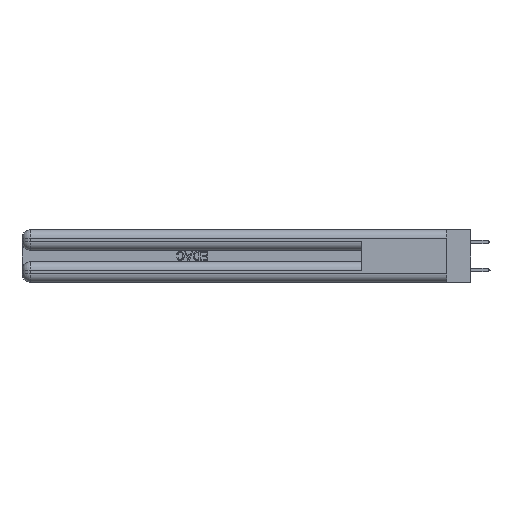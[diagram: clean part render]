
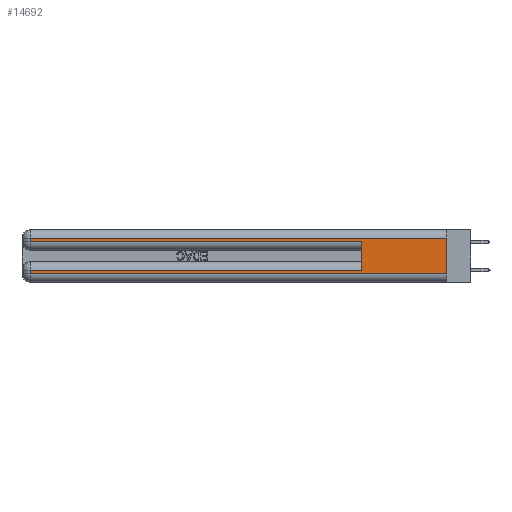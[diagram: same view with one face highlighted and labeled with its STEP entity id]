
A CAD part, left-side view. The second image highlights one B-rep face of the part: STEP entity #14692.
In plain terms, the highlighted planar face has unit normal (-1, 0, 0).
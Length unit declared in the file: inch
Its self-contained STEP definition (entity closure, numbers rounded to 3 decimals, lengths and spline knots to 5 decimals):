
#374 = LINE ( 'NONE', #16937, #17735 ) ;
#784 = CARTESIAN_POINT ( 'NONE',  ( 0., 2.94, 0.285 ) ) ;
#850 = EDGE_CURVE ( 'NONE', #4990, #22018, #24740, .T. ) ;
#943 = DIRECTION ( 'NONE',  ( 0., 1., 0. ) ) ;
#1128 = CARTESIAN_POINT ( 'NONE',  ( 0., 2.94, 0.37 ) ) ;
#1264 = FACE_OUTER_BOUND ( 'NONE', #13502, .T. ) ;
#1709 = VECTOR ( 'NONE', #943, 39.37008 ) ;
#1934 = VECTOR ( 'NONE', #17256, 39.37008 ) ;
#2484 = LINE ( 'NONE', #17129, #1934 ) ;
#3316 = AXIS2_PLACEMENT_3D ( 'NONE', #15709, #12933, #9573 ) ;
#4401 = DIRECTION ( 'NONE',  ( 0., 0., -1. ) ) ;
#4990 = VERTEX_POINT ( 'NONE', #784 ) ;
#5265 = VERTEX_POINT ( 'NONE', #12881 ) ;
#6323 = DIRECTION ( 'NONE',  ( 0., 0., -1. ) ) ;
#9573 = DIRECTION ( 'NONE',  ( 0., 0., -1. ) ) ;
#10691 = EDGE_CURVE ( 'NONE', #41440, #5265, #26712, .T. ) ;
#11685 = VECTOR ( 'NONE', #6323, 39.37008 ) ;
#12881 = CARTESIAN_POINT ( 'NONE',  ( 0., 2.94, 0.06 ) ) ;
#12933 = DIRECTION ( 'NONE',  ( 1., 0., 0. ) ) ;
#13502 = EDGE_LOOP ( 'NONE', ( #23390, #43033, #17404, #17357, #25527, #42821, #37565, #38380 ) ) ;
#14692 = ADVANCED_FACE ( 'NONE', ( #1264 ), #33164, .F. ) ;
#14886 = DIRECTION ( 'NONE',  ( 0., -1., 0. ) ) ;
#15409 = DIRECTION ( 'NONE',  ( 0., 0., -1. ) ) ;
#15709 = CARTESIAN_POINT ( 'NONE',  ( 0., 0., 0.37 ) ) ;
#16937 = CARTESIAN_POINT ( 'NONE',  ( 0., 0., 0.06 ) ) ;
#17129 = CARTESIAN_POINT ( 'NONE',  ( 0., 0.6, 0.145 ) ) ;
#17256 = DIRECTION ( 'NONE',  ( 0., 0., 1. ) ) ;
#17357 = ORIENTED_EDGE ( 'NONE', *, *, #850, .T. ) ;
#17404 = ORIENTED_EDGE ( 'NONE', *, *, #36782, .T. ) ;
#17700 = CARTESIAN_POINT ( 'NONE',  ( 0., 0., 0.085 ) ) ;
#17735 = VECTOR ( 'NONE', #40747, 39.37008 ) ;
#19467 = CARTESIAN_POINT ( 'NONE',  ( 0., 0., 0.37 ) ) ;
#20387 = DIRECTION ( 'NONE',  ( 0., 1., 0. ) ) ;
#20444 = CARTESIAN_POINT ( 'NONE',  ( 0., 0., 0.285 ) ) ;
#21006 = VERTEX_POINT ( 'NONE', #27808 ) ;
#21553 = CARTESIAN_POINT ( 'NONE',  ( 0., 2.94, 0.37 ) ) ;
#22018 = VERTEX_POINT ( 'NONE', #22799 ) ;
#22799 = CARTESIAN_POINT ( 'NONE',  ( 0., 0.6, 0.285 ) ) ;
#23250 = VECTOR ( 'NONE', #15409, 39.37008 ) ;
#23390 = ORIENTED_EDGE ( 'NONE', *, *, #27242, .F. ) ;
#24740 = LINE ( 'NONE', #20444, #34211 ) ;
#24792 = LINE ( 'NONE', #17700, #1709 ) ;
#25527 = ORIENTED_EDGE ( 'NONE', *, *, #30751, .F. ) ;
#25807 = CARTESIAN_POINT ( 'NONE',  ( 0., 0., 0.31 ) ) ;
#26712 = LINE ( 'NONE', #1128, #30424 ) ;
#27119 = VERTEX_POINT ( 'NONE', #41537 ) ;
#27150 = VECTOR ( 'NONE', #20387, 39.37008 ) ;
#27242 = EDGE_CURVE ( 'NONE', #37524, #21006, #29510, .T. ) ;
#27403 = CARTESIAN_POINT ( 'NONE',  ( 0., 0., 0.31 ) ) ;
#27808 = CARTESIAN_POINT ( 'NONE',  ( 0., 0., 0.06 ) ) ;
#28218 = LINE ( 'NONE', #27403, #27150 ) ;
#29510 = LINE ( 'NONE', #19467, #11685 ) ;
#30424 = VECTOR ( 'NONE', #4401, 39.37008 ) ;
#30751 = EDGE_CURVE ( 'NONE', #33720, #22018, #2484, .T. ) ;
#30963 = CARTESIAN_POINT ( 'NONE',  ( 0., 2.94, 0.085 ) ) ;
#33164 = PLANE ( 'NONE',  #3316 ) ;
#33289 = LINE ( 'NONE', #21553, #23250 ) ;
#33720 = VERTEX_POINT ( 'NONE', #42854 ) ;
#33959 = EDGE_CURVE ( 'NONE', #5265, #21006, #374, .T. ) ;
#34211 = VECTOR ( 'NONE', #14886, 39.37008 ) ;
#34441 = EDGE_CURVE ( 'NONE', #37524, #27119, #28218, .T. ) ;
#36782 = EDGE_CURVE ( 'NONE', #27119, #4990, #33289, .T. ) ;
#37281 = EDGE_CURVE ( 'NONE', #33720, #41440, #24792, .T. ) ;
#37524 = VERTEX_POINT ( 'NONE', #25807 ) ;
#37565 = ORIENTED_EDGE ( 'NONE', *, *, #10691, .T. ) ;
#38380 = ORIENTED_EDGE ( 'NONE', *, *, #33959, .T. ) ;
#40747 = DIRECTION ( 'NONE',  ( 0., -1., 0. ) ) ;
#41440 = VERTEX_POINT ( 'NONE', #30963 ) ;
#41537 = CARTESIAN_POINT ( 'NONE',  ( 0., 2.94, 0.31 ) ) ;
#42821 = ORIENTED_EDGE ( 'NONE', *, *, #37281, .T. ) ;
#42854 = CARTESIAN_POINT ( 'NONE',  ( 0., 0.6, 0.085 ) ) ;
#43033 = ORIENTED_EDGE ( 'NONE', *, *, #34441, .T. ) ;
